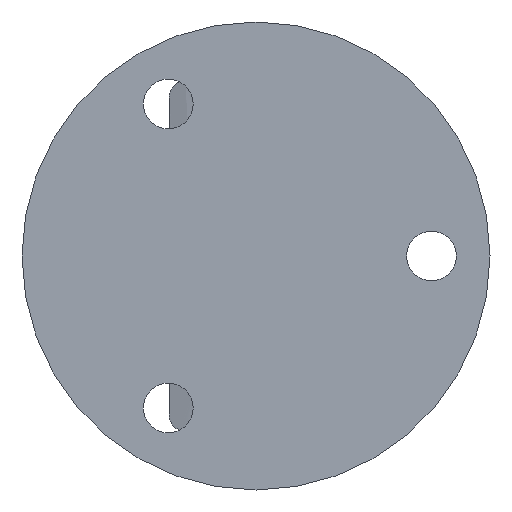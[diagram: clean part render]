
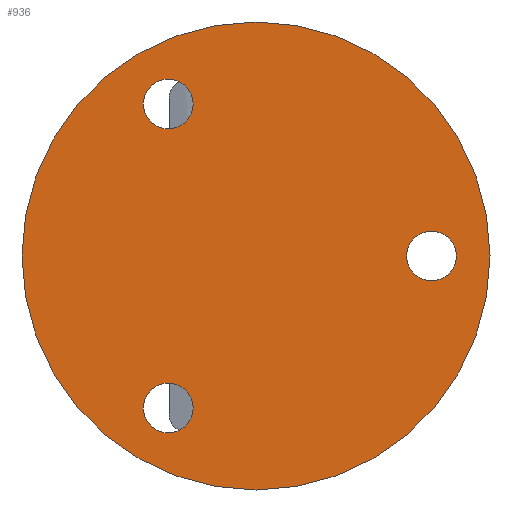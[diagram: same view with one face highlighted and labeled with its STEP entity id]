
A CAD part, front view. The second image highlights one B-rep face of the part: STEP entity #936.
In plain terms, the highlighted planar face has unit normal (0, -1, 0).
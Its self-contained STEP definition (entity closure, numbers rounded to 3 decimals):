
#11 = CIRCLE ( 'NONE', #442, 4.25 ) ;
#16 = CIRCLE ( 'NONE', #518, 4.25 ) ;
#20 = DIRECTION ( 'NONE',  ( 0., 1., 0. ) ) ;
#24 = DIRECTION ( 'NONE',  ( 0., 0., 1. ) ) ;
#27 = DIRECTION ( 'NONE',  ( 0., 1., 0. ) ) ;
#35 = DIRECTION ( 'NONE',  ( 0., 0., 1. ) ) ;
#41 = VERTEX_POINT ( 'NONE', #716 ) ;
#55 = AXIS2_PLACEMENT_3D ( 'NONE', #1122, #215, #207 ) ;
#92 = FACE_OUTER_BOUND ( 'NONE', #943, .T. ) ;
#98 = CARTESIAN_POINT ( 'NONE',  ( 30., 0., 4.25 ) ) ;
#139 = DIRECTION ( 'NONE',  ( 0., 1., 0. ) ) ;
#142 = EDGE_LOOP ( 'NONE', ( #585, #1271 ) ) ;
#149 = DIRECTION ( 'NONE',  ( 0., 0., 1. ) ) ;
#176 = AXIS2_PLACEMENT_3D ( 'NONE', #933, #740, #938 ) ;
#190 = FACE_BOUND ( 'NONE', #142, .T. ) ;
#204 = CARTESIAN_POINT ( 'NONE',  ( -15., 0., -21.731 ) ) ;
#207 = DIRECTION ( 'NONE',  ( 0., 0., 1. ) ) ;
#215 = DIRECTION ( 'NONE',  ( 0., 1., 0. ) ) ;
#219 = AXIS2_PLACEMENT_3D ( 'NONE', #377, #247, #778 ) ;
#225 = CARTESIAN_POINT ( 'NONE',  ( -15., 0., -30.231 ) ) ;
#241 = DIRECTION ( 'NONE',  ( 0., 1., 0. ) ) ;
#247 = DIRECTION ( 'NONE',  ( 0., 1., 0. ) ) ;
#253 = DIRECTION ( 'NONE',  ( 0., 1., 0. ) ) ;
#286 = AXIS2_PLACEMENT_3D ( 'NONE', #760, #139, #572 ) ;
#288 = DIRECTION ( 'NONE',  ( 0., 1., 0. ) ) ;
#308 = ORIENTED_EDGE ( 'NONE', *, *, #343, .F. ) ;
#343 = EDGE_CURVE ( 'NONE', #577, #808, #1031, .T. ) ;
#377 = CARTESIAN_POINT ( 'NONE',  ( 30., 0., 0. ) ) ;
#382 = VERTEX_POINT ( 'NONE', #204 ) ;
#387 = EDGE_CURVE ( 'NONE', #493, #41, #16, .T. ) ;
#442 = AXIS2_PLACEMENT_3D ( 'NONE', #1240, #241, #1139 ) ;
#454 = EDGE_LOOP ( 'NONE', ( #894, #463 ) ) ;
#463 = ORIENTED_EDGE ( 'NONE', *, *, #474, .T. ) ;
#470 = VERTEX_POINT ( 'NONE', #731 ) ;
#474 = EDGE_CURVE ( 'NONE', #960, #382, #1221, .T. ) ;
#493 = VERTEX_POINT ( 'NONE', #1241 ) ;
#518 = AXIS2_PLACEMENT_3D ( 'NONE', #602, #288, #1288 ) ;
#537 = EDGE_CURVE ( 'NONE', #808, #577, #639, .T. ) ;
#552 = EDGE_LOOP ( 'NONE', ( #1262, #1164 ) ) ;
#572 = DIRECTION ( 'NONE',  ( 0., 0., 1. ) ) ;
#577 = VERTEX_POINT ( 'NONE', #821 ) ;
#585 = ORIENTED_EDGE ( 'NONE', *, *, #1265, .T. ) ;
#591 = FACE_BOUND ( 'NONE', #552, .T. ) ;
#602 = CARTESIAN_POINT ( 'NONE',  ( -15., 0., 25.981 ) ) ;
#639 = CIRCLE ( 'NONE', #1025, 40. ) ;
#673 = CIRCLE ( 'NONE', #939, 4.25 ) ;
#710 = CARTESIAN_POINT ( 'NONE',  ( 0., 0., 0. ) ) ;
#716 = CARTESIAN_POINT ( 'NONE',  ( -15., 0., 21.731 ) ) ;
#731 = CARTESIAN_POINT ( 'NONE',  ( 30., 0., -4.25 ) ) ;
#740 = DIRECTION ( 'NONE',  ( 0., 1., 0. ) ) ;
#756 = VERTEX_POINT ( 'NONE', #98 ) ;
#760 = CARTESIAN_POINT ( 'NONE',  ( 0., 0., 0. ) ) ;
#778 = DIRECTION ( 'NONE',  ( 0., 0., 1. ) ) ;
#796 = CARTESIAN_POINT ( 'NONE',  ( 0., 0., -40. ) ) ;
#805 = EDGE_CURVE ( 'NONE', #382, #960, #1204, .T. ) ;
#808 = VERTEX_POINT ( 'NONE', #796 ) ;
#821 = CARTESIAN_POINT ( 'NONE',  ( 0., 0., 40. ) ) ;
#843 = AXIS2_PLACEMENT_3D ( 'NONE', #710, #27, #35 ) ;
#852 = CARTESIAN_POINT ( 'NONE',  ( 30., 0., 0. ) ) ;
#894 = ORIENTED_EDGE ( 'NONE', *, *, #805, .T. ) ;
#902 = PLANE ( 'NONE',  #843 ) ;
#909 = CIRCLE ( 'NONE', #219, 4.25 ) ;
#933 = CARTESIAN_POINT ( 'NONE',  ( -15., 0., -25.981 ) ) ;
#936 = ADVANCED_FACE ( 'NONE', ( #190, #1223, #591, #92 ), #902, .F. ) ;
#938 = DIRECTION ( 'NONE',  ( 0., 0., 1. ) ) ;
#939 = AXIS2_PLACEMENT_3D ( 'NONE', #852, #253, #149 ) ;
#943 = EDGE_LOOP ( 'NONE', ( #1168, #308 ) ) ;
#960 = VERTEX_POINT ( 'NONE', #225 ) ;
#1020 = CARTESIAN_POINT ( 'NONE',  ( 0., 0., 0. ) ) ;
#1025 = AXIS2_PLACEMENT_3D ( 'NONE', #1020, #20, #24 ) ;
#1031 = CIRCLE ( 'NONE', #286, 40. ) ;
#1046 = EDGE_CURVE ( 'NONE', #41, #493, #11, .T. ) ;
#1122 = CARTESIAN_POINT ( 'NONE',  ( -15., 0., -25.981 ) ) ;
#1139 = DIRECTION ( 'NONE',  ( 0., 0., 1. ) ) ;
#1164 = ORIENTED_EDGE ( 'NONE', *, *, #1046, .T. ) ;
#1168 = ORIENTED_EDGE ( 'NONE', *, *, #537, .F. ) ;
#1204 = CIRCLE ( 'NONE', #55, 4.25 ) ;
#1221 = CIRCLE ( 'NONE', #176, 4.25 ) ;
#1223 = FACE_BOUND ( 'NONE', #454, .T. ) ;
#1239 = EDGE_CURVE ( 'NONE', #470, #756, #909, .T. ) ;
#1240 = CARTESIAN_POINT ( 'NONE',  ( -15., 0., 25.981 ) ) ;
#1241 = CARTESIAN_POINT ( 'NONE',  ( -15., 0., 30.231 ) ) ;
#1262 = ORIENTED_EDGE ( 'NONE', *, *, #387, .T. ) ;
#1265 = EDGE_CURVE ( 'NONE', #756, #470, #673, .T. ) ;
#1271 = ORIENTED_EDGE ( 'NONE', *, *, #1239, .T. ) ;
#1288 = DIRECTION ( 'NONE',  ( 0., 0., 1. ) ) ;
